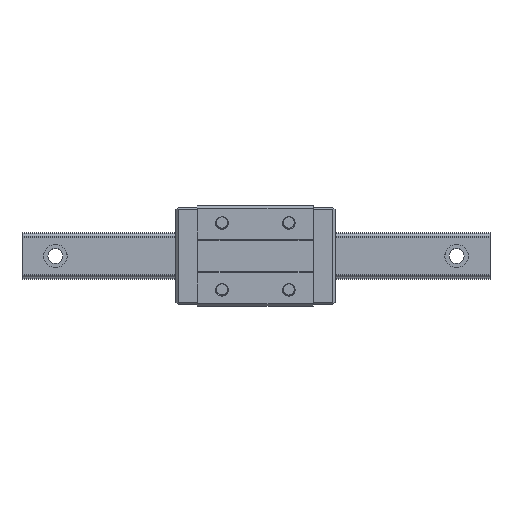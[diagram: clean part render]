
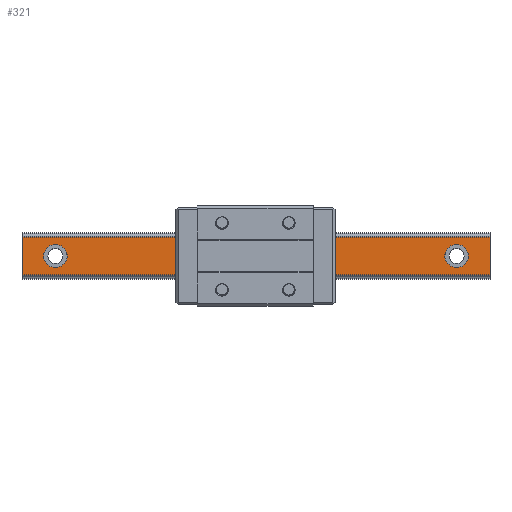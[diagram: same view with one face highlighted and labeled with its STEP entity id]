
A CAD part, top view. The second image highlights one B-rep face of the part: STEP entity #321.
In plain terms, the highlighted planar face has unit normal (0, 0, 1).
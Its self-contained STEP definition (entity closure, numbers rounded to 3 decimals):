
#123=FACE_BOUND('',#679,.T.);
#124=FACE_BOUND('',#680,.T.);
#125=FACE_BOUND('',#681,.T.);
#126=FACE_BOUND('',#682,.T.);
#127=FACE_BOUND('',#683,.T.);
#211=PLANE('',#3211);
#321=ADVANCED_FACE('',(#123,#124,#125,#126,#127),#211,.T.);
#679=EDGE_LOOP('',(#1121));
#680=EDGE_LOOP('',(#1122));
#681=EDGE_LOOP('',(#1123));
#682=EDGE_LOOP('',(#1124));
#683=EDGE_LOOP('',(#1125,#1126,#1127,#1128));
#1121=ORIENTED_EDGE('',*,*,#2303,.T.);
#1122=ORIENTED_EDGE('',*,*,#2304,.T.);
#1123=ORIENTED_EDGE('',*,*,#2305,.T.);
#1124=ORIENTED_EDGE('',*,*,#2306,.T.);
#1125=ORIENTED_EDGE('',*,*,#2307,.F.);
#1126=ORIENTED_EDGE('',*,*,#2302,.F.);
#1127=ORIENTED_EDGE('',*,*,#2308,.T.);
#1128=ORIENTED_EDGE('',*,*,#2309,.T.);
#1947=VERTEX_POINT('',#4415);
#1948=VERTEX_POINT('',#4417);
#1949=VERTEX_POINT('',#4421);
#1950=VERTEX_POINT('',#4423);
#1951=VERTEX_POINT('',#4425);
#1952=VERTEX_POINT('',#4427);
#1953=VERTEX_POINT('',#4429);
#1954=VERTEX_POINT('',#4431);
#2302=EDGE_CURVE('',#1948,#1947,#2815,.T.);
#2303=EDGE_CURVE('',#1949,#1949,#2689,.T.);
#2304=EDGE_CURVE('',#1950,#1950,#2690,.T.);
#2305=EDGE_CURVE('',#1951,#1951,#2691,.T.);
#2306=EDGE_CURVE('',#1952,#1952,#2692,.T.);
#2307=EDGE_CURVE('',#1947,#1953,#2816,.T.);
#2308=EDGE_CURVE('',#1948,#1954,#2817,.T.);
#2309=EDGE_CURVE('',#1954,#1953,#2818,.T.);
#2689=CIRCLE('',#3207,7.);
#2690=CIRCLE('',#3208,7.);
#2691=CIRCLE('',#3209,7.);
#2692=CIRCLE('',#3210,7.);
#2815=LINE('',#4418,#2996);
#2816=LINE('',#4428,#2997);
#2817=LINE('',#4430,#2998);
#2818=LINE('',#4432,#2999);
#2996=VECTOR('',#3584,1.);
#2997=VECTOR('',#3595,1.);
#2998=VECTOR('',#3596,1.);
#2999=VECTOR('',#3597,1.);
#3207=AXIS2_PLACEMENT_3D('',#4420,#3587,#3588);
#3208=AXIS2_PLACEMENT_3D('',#4422,#3589,#3590);
#3209=AXIS2_PLACEMENT_3D('',#4424,#3591,#3592);
#3210=AXIS2_PLACEMENT_3D('',#4426,#3593,#3594);
#3211=AXIS2_PLACEMENT_3D('',#4433,#3598,#3599);
#3584=DIRECTION('',(-1.,0.,0.));
#3587=DIRECTION('',(0.,0.,-1.));
#3588=DIRECTION('',(-1.,0.,0.));
#3589=DIRECTION('',(0.,0.,-1.));
#3590=DIRECTION('',(-1.,0.,0.));
#3591=DIRECTION('',(0.,0.,-1.));
#3592=DIRECTION('',(-1.,0.,0.));
#3593=DIRECTION('',(0.,0.,-1.));
#3594=DIRECTION('',(-1.,0.,0.));
#3595=DIRECTION('',(0.,1.,0.));
#3596=DIRECTION('',(0.,1.,0.));
#3597=DIRECTION('',(-1.,0.,0.));
#3598=DIRECTION('',(0.,0.,1.));
#3599=DIRECTION('',(1.,0.,0.));
#4415=CARTESIAN_POINT('',(286.838,-1033.311,23.));
#4417=CARTESIAN_POINT('',(566.838,-1033.311,23.));
#4418=CARTESIAN_POINT('',(511.838,-1033.311,23.));
#4420=CARTESIAN_POINT('',(546.838,-1022.167,23.));
#4421=CARTESIAN_POINT('',(539.838,-1022.167,23.));
#4422=CARTESIAN_POINT('',(466.838,-1022.167,23.));
#4423=CARTESIAN_POINT('',(459.838,-1022.167,23.));
#4424=CARTESIAN_POINT('',(386.838,-1022.167,23.));
#4425=CARTESIAN_POINT('',(379.838,-1022.167,23.));
#4426=CARTESIAN_POINT('',(306.838,-1022.167,23.));
#4427=CARTESIAN_POINT('',(299.838,-1022.167,23.));
#4428=CARTESIAN_POINT('',(286.838,-1033.311,23.));
#4429=CARTESIAN_POINT('',(286.838,-1011.022,23.));
#4430=CARTESIAN_POINT('',(566.838,-1033.311,23.));
#4431=CARTESIAN_POINT('',(566.838,-1011.022,23.));
#4432=CARTESIAN_POINT('',(511.838,-1011.022,23.));
#4433=CARTESIAN_POINT('',(511.838,-1033.311,23.));
